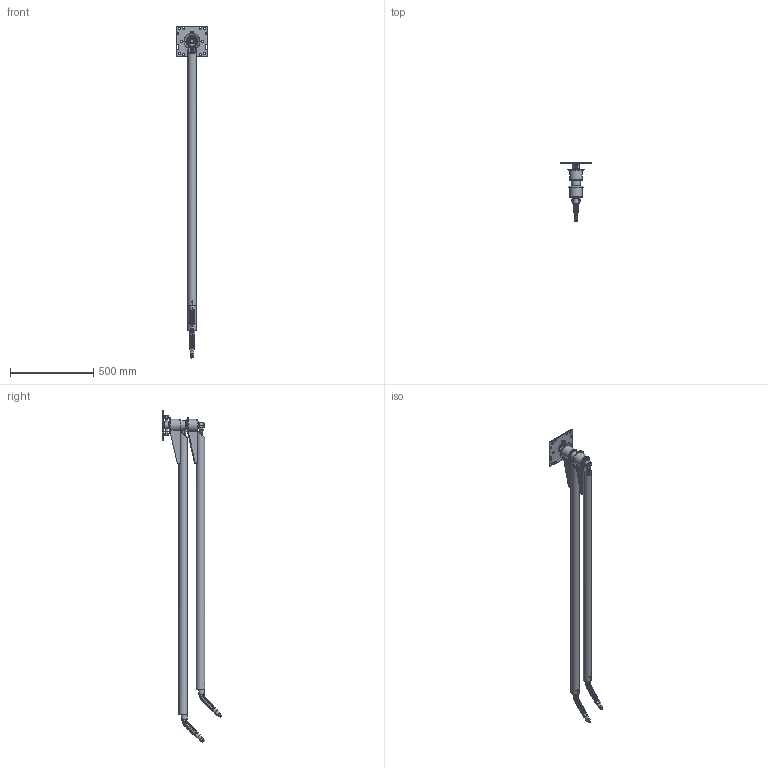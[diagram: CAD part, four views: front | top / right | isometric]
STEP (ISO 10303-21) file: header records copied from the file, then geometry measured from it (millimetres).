
FILE_DESCRIPTION(/* description */ (''),/* implementation_level */ '2;1');
FILE_NAME(/* name */ '67.921.stp',/* time_stamp */ '2024-04-02T15:58:57+02:00',/* author */ ('d.raschle'),/* organization */ (''),/* preprocessor_version */ 'ST-DEVELOPER v20',/* originating_system */ 'Autodesk Inventor 2024',/* authorisation */ '');
FILE_SCHEMA (('AUTOMOTIVE_DESIGN { 1 0 10303 214 3 1 1 }'));
Length unit declared in the file: millimetre
Products named in the file (1): 67.921
Bounding box: 190 x 357.12 x 1998.95 mm (x, y, z)
Volume: 2407034.2 mm3; surface area: 1577361.8 mm2
Topology: 71 solids, 78 shells, 921 faces, 2397 edges, 1508 vertices
Faces by surface type: cylinder 299, plane 261, torus 221, cone 111, sphere 23, bspline 6
Full cylindrical faces by diameter (mm): 3 x4, 5 x2, 6 x3, 6.4 x4, 7 x3, 8.5 x2, 10.7 x2, 11 x3, 11.2 x1, 11.445 x1, 11.45 x2, 12 x2, 13.16 x4, 13.45 x3, 14 x12, 14.2 x2, 15 x4, 17 x1, 17.679 x1, 18 x2, 21.608 x1, 23.8 x2, 29.7 x2, 37 x1, 38 x1, 39.9 x2, 40 x2, 44.687 x1, 47 x2, 49.128 x2
Entity records: 33805 total; most frequent: CARTESIAN_POINT 9387, DIRECTION 5212, ORIENTED_EDGE 4858, EDGE_CURVE 2429, AXIS2_PLACEMENT_3D 2246, VERTEX_POINT 1518, CIRCLE 1320, EDGE_LOOP 1035
